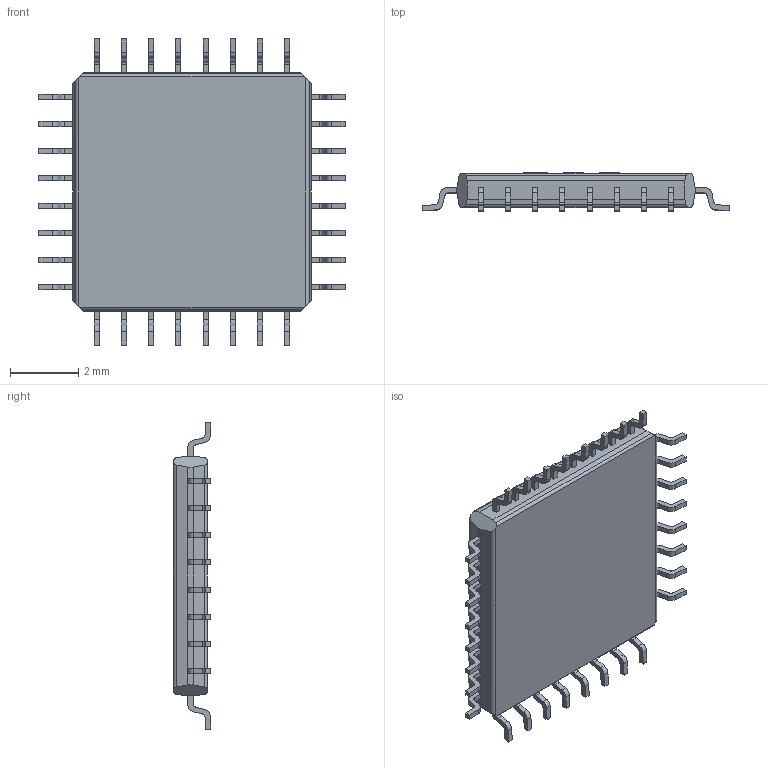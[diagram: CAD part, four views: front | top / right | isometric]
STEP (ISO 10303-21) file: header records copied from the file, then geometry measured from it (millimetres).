
FILE_DESCRIPTION (( 'STEP AP214' ), '1' );
FILE_NAME ('atmega328p-an.STEP', '2021-09-16T20:39:06', ( '' ), ( '' ), 'SwSTEP 2.0', 'SolidWorks 2021', '' );
FILE_SCHEMA (( 'AUTOMOTIVE_DESIGN' ));
Length unit declared in the file: millimetre
Products named in the file (1): atmega328p-an
Bounding box: 9 x 1.11 x 9 mm (x, y, z)
Volume: 49.2 mm3; surface area: 147.5 mm2
Topology: 1 solids, 1 shells, 744 faces, 2018 edges, 1324 vertices
Faces by surface type: plane 515, cylinder 167, bspline 62
Entity records: 27236 total; most frequent: CARTESIAN_POINT 8029, ORIENTED_EDGE 4036, DIRECTION 3562, EDGE_CURVE 2018, VECTOR 1560, LINE 1560, VERTEX_POINT 1324, AXIS2_PLACEMENT_3D 1001
